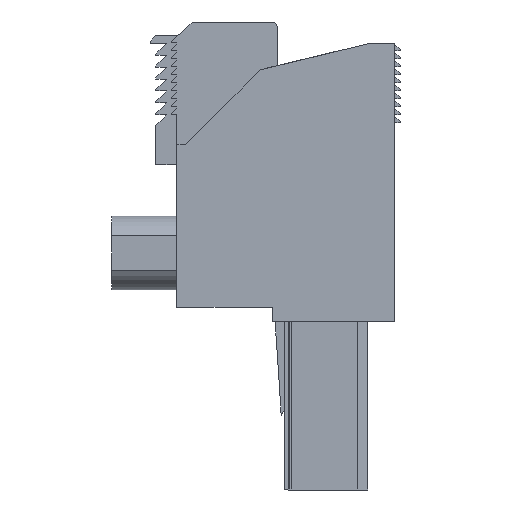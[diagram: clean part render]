
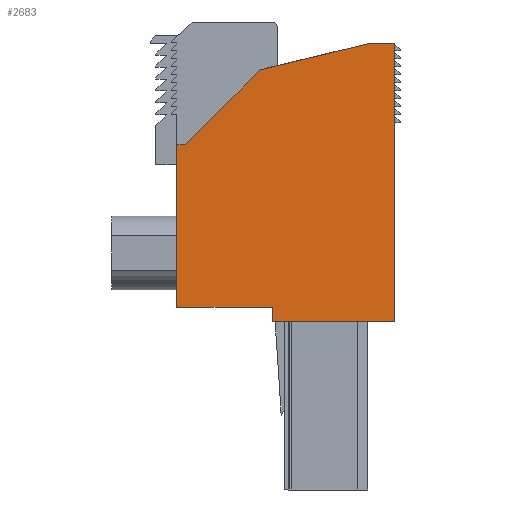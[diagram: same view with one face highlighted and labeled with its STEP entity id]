
A CAD part, left-side view. The second image highlights one B-rep face of the part: STEP entity #2683.
In plain terms, the highlighted planar face has unit normal (-1, 0, 0).
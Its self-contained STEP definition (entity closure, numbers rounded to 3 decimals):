
#2670=AXIS2_PLACEMENT_3D('Plane Axis2P3D',#2667,#2668,#2669) ;
#40=CARTESIAN_POINT('Vertex',(0.,0.5,15.5)) ;
#56=CARTESIAN_POINT('Vertex',(0.,0.5,41.15)) ;
#59=CARTESIAN_POINT('Line Origine',(0.,0.5,28.325)) ;
#547=CARTESIAN_POINT('Vertex',(0.,2.95,41.15)) ;
#550=CARTESIAN_POINT('Line Origine',(0.,1.725,41.15)) ;
#642=CARTESIAN_POINT('Vertex',(0.,12.909,38.741)) ;
#645=CARTESIAN_POINT('Line Origine',(0.,7.93,39.945)) ;
#859=CARTESIAN_POINT('Line Origine',(0.,6.15,15.5)) ;
#863=CARTESIAN_POINT('Vertex',(0.,11.8,15.5)) ;
#1479=CARTESIAN_POINT('Vertex',(0.,11.8,16.85)) ;
#1489=CARTESIAN_POINT('Line Origine',(0.,11.8,16.175)) ;
#1511=CARTESIAN_POINT('Vertex',(0.,20.6,16.85)) ;
#1521=CARTESIAN_POINT('Line Origine',(0.,16.2,16.85)) ;
#1550=CARTESIAN_POINT('Vertex',(0.,19.8,31.85)) ;
#1553=CARTESIAN_POINT('Line Origine',(0.,16.355,35.295)) ;
#1575=CARTESIAN_POINT('Vertex',(0.,20.6,31.85)) ;
#1599=CARTESIAN_POINT('Line Origine',(0.,20.6,24.35)) ;
#1692=CARTESIAN_POINT('Line Origine',(0.,20.2,31.85)) ;
#2667=CARTESIAN_POINT('Axis2P3D Location',(0.,0.,0.)) ;
#60=DIRECTION('Vector Direction',(0.,0.,1.)) ;
#551=DIRECTION('Vector Direction',(0.,1.,0.)) ;
#646=DIRECTION('Vector Direction',(0.,0.972,-0.235)) ;
#860=DIRECTION('Vector Direction',(0.,-1.,0.)) ;
#1490=DIRECTION('Vector Direction',(0.,0.,-1.)) ;
#1522=DIRECTION('Vector Direction',(0.,-1.,0.)) ;
#1554=DIRECTION('Vector Direction',(0.,0.707,-0.707)) ;
#1600=DIRECTION('Vector Direction',(0.,0.,-1.)) ;
#1693=DIRECTION('Vector Direction',(0.,1.,0.)) ;
#2668=DIRECTION('Axis2P3D Direction',(-1.,0.,0.)) ;
#2669=DIRECTION('Axis2P3D XDirection',(0.,0.,1.)) ;
#61=VECTOR('Line Direction',#60,1.) ;
#552=VECTOR('Line Direction',#551,1.) ;
#647=VECTOR('Line Direction',#646,1.) ;
#861=VECTOR('Line Direction',#860,1.) ;
#1491=VECTOR('Line Direction',#1490,1.) ;
#1523=VECTOR('Line Direction',#1522,1.) ;
#1555=VECTOR('Line Direction',#1554,1.) ;
#1601=VECTOR('Line Direction',#1600,1.) ;
#1694=VECTOR('Line Direction',#1693,1.) ;
#2673=ORIENTED_EDGE('',*,*,#63,.T.) ;
#2674=ORIENTED_EDGE('',*,*,#554,.T.) ;
#2675=ORIENTED_EDGE('',*,*,#649,.T.) ;
#2676=ORIENTED_EDGE('',*,*,#1557,.T.) ;
#2677=ORIENTED_EDGE('',*,*,#1696,.T.) ;
#2678=ORIENTED_EDGE('',*,*,#1603,.T.) ;
#2679=ORIENTED_EDGE('',*,*,#1525,.T.) ;
#2680=ORIENTED_EDGE('',*,*,#1493,.T.) ;
#2681=ORIENTED_EDGE('',*,*,#865,.T.) ;
#2683=ADVANCED_FACE('BODY',(#2682),#2671,.T.) ;
#63=EDGE_CURVE('',#41,#57,#62,.T.) ;
#554=EDGE_CURVE('',#57,#548,#553,.T.) ;
#649=EDGE_CURVE('',#548,#643,#648,.T.) ;
#865=EDGE_CURVE('',#864,#41,#862,.T.) ;
#1493=EDGE_CURVE('',#1480,#864,#1492,.T.) ;
#1525=EDGE_CURVE('',#1512,#1480,#1524,.T.) ;
#1557=EDGE_CURVE('',#643,#1551,#1556,.T.) ;
#1603=EDGE_CURVE('',#1576,#1512,#1602,.T.) ;
#1696=EDGE_CURVE('',#1551,#1576,#1695,.T.) ;
#2672=EDGE_LOOP('',(#2673,#2674,#2675,#2676,#2677,#2678,#2679,#2680,#2681)) ;
#2682=FACE_OUTER_BOUND('',#2672,.T.) ;
#62=LINE('Line',#59,#61) ;
#553=LINE('Line',#550,#552) ;
#648=LINE('Line',#645,#647) ;
#862=LINE('Line',#859,#861) ;
#1492=LINE('Line',#1489,#1491) ;
#1524=LINE('Line',#1521,#1523) ;
#1556=LINE('Line',#1553,#1555) ;
#1602=LINE('Line',#1599,#1601) ;
#1695=LINE('Line',#1692,#1694) ;
#2671=PLANE('',#2670) ;
#41=VERTEX_POINT('',#40) ;
#57=VERTEX_POINT('',#56) ;
#548=VERTEX_POINT('',#547) ;
#643=VERTEX_POINT('',#642) ;
#864=VERTEX_POINT('',#863) ;
#1480=VERTEX_POINT('',#1479) ;
#1512=VERTEX_POINT('',#1511) ;
#1551=VERTEX_POINT('',#1550) ;
#1576=VERTEX_POINT('',#1575) ;
